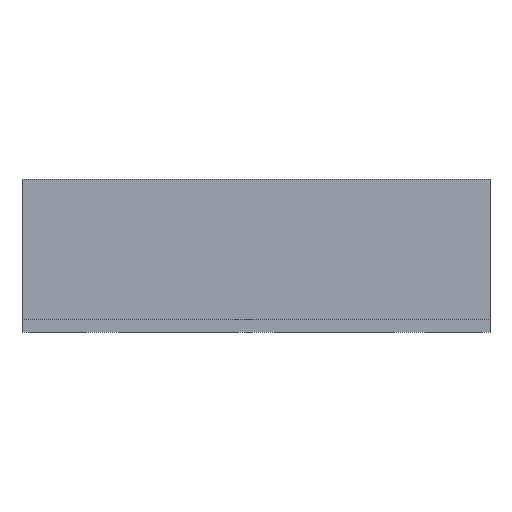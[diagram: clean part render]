
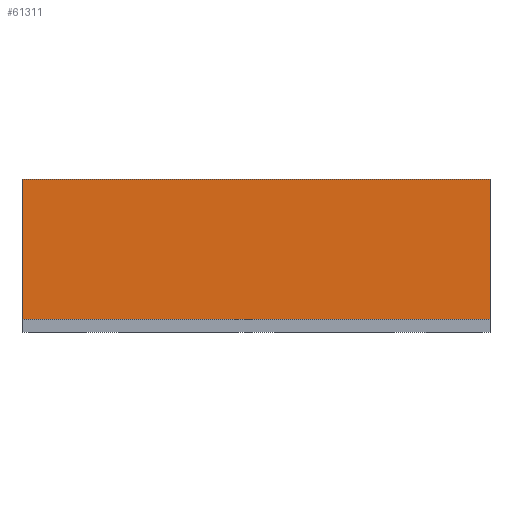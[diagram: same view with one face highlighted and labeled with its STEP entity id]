
A CAD part, left-side view. The second image highlights one B-rep face of the part: STEP entity #61311.
In plain terms, the highlighted planar face has unit normal (-1, 0, 0).
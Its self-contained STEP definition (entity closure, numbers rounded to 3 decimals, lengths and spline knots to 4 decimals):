
#483=LINE('',#83441,#9498);
#2646=LINE('',#87768,#11661);
#2647=LINE('',#87771,#11662);
#2648=LINE('',#87772,#11663);
#9498=VECTOR('',#68027,1000.);
#11661=VECTOR('',#70192,1000.);
#11662=VECTOR('',#70193,1000.);
#11663=VECTOR('',#70194,1000.);
#20932=ORIENTED_EDGE('',*,*,#38712,.T.);
#20933=ORIENTED_EDGE('',*,*,#38713,.F.);
#20934=ORIENTED_EDGE('',*,*,#36549,.F.);
#20935=ORIENTED_EDGE('',*,*,#38714,.T.);
#36549=EDGE_CURVE('',#45482,#45483,#483,.T.);
#38712=EDGE_CURVE('',#47645,#47646,#2646,.T.);
#38713=EDGE_CURVE('',#45483,#47646,#2647,.T.);
#38714=EDGE_CURVE('',#45482,#47645,#2648,.T.);
#45482=VERTEX_POINT('',#83442);
#45483=VERTEX_POINT('',#83443);
#47645=VERTEX_POINT('',#87769);
#47646=VERTEX_POINT('',#87770);
#51285=EDGE_LOOP('',(#20932,#20933,#20934,#20935));
#54408=FACE_BOUND('',#51285,.T.);
#57480=PLANE('',#64391);
#61311=ADVANCED_FACE('',(#54408),#57480,.F.);
#64391=AXIS2_PLACEMENT_3D('',#87767,#70190,#70191);
#68027=DIRECTION('',(0.,-1.,0.));
#70190=DIRECTION('',(1.,0.,0.));
#70191=DIRECTION('',(0.,0.,-1.));
#70192=DIRECTION('',(0.,-1.,0.));
#70193=DIRECTION('',(0.,0.,-1.));
#70194=DIRECTION('',(0.,0.,-1.));
#83441=CARTESIAN_POINT('',(-4.5,4.5,2.7));
#83442=CARTESIAN_POINT('',(-4.5,4.5,2.7));
#83443=CARTESIAN_POINT('',(-4.5,-4.5,2.7));
#87767=CARTESIAN_POINT('',(-4.5,4.5,2.7));
#87768=CARTESIAN_POINT('',(-4.5,4.5,0.));
#87769=CARTESIAN_POINT('',(-4.5,4.5,0.));
#87770=CARTESIAN_POINT('',(-4.5,-4.5,0.));
#87771=CARTESIAN_POINT('',(-4.5,-4.5,2.7));
#87772=CARTESIAN_POINT('',(-4.5,4.5,2.7));
